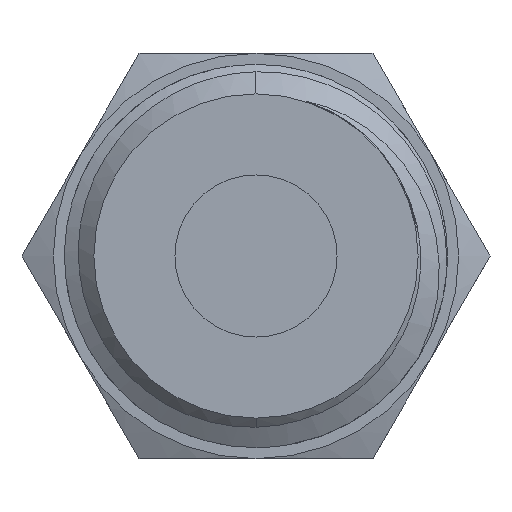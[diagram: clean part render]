
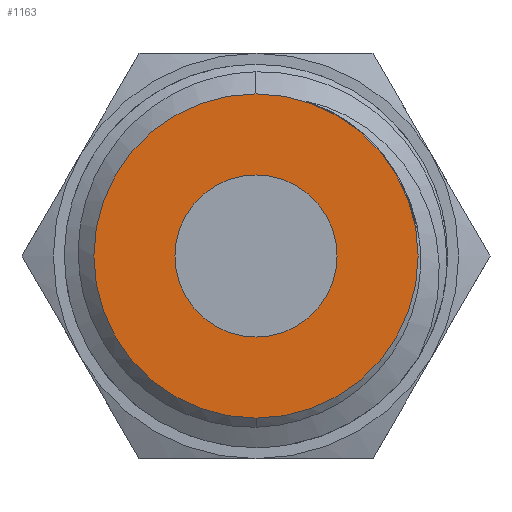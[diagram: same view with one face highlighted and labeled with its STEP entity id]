
A CAD part, front view. The second image highlights one B-rep face of the part: STEP entity #1163.
In plain terms, the highlighted planar face has unit normal (0, -1, 0).
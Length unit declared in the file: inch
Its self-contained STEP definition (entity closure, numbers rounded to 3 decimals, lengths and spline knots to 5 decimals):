
#5 = AXIS2_PLACEMENT_3D ( 'NONE', #1224, #2580, #1434 ) ;
#40 = DIRECTION ( 'NONE',  ( 0., 0., -1. ) ) ;
#50 = DIRECTION ( 'NONE',  ( 0., -1., 0. ) ) ;
#57 = CARTESIAN_POINT ( 'NONE',  ( 0., -0.32, 0. ) ) ;
#93 = EDGE_CURVE ( 'NONE', #136, #611, #2210, .T. ) ;
#136 = VERTEX_POINT ( 'NONE', #281 ) ;
#176 = DIRECTION ( 'NONE',  ( 0., 0., -1. ) ) ;
#184 = DIRECTION ( 'NONE',  ( 0., -1., 0. ) ) ;
#189 = DIRECTION ( 'NONE',  ( 0., -1., 0. ) ) ;
#191 = CARTESIAN_POINT ( 'NONE',  ( 0., -0.32, 0. ) ) ;
#211 = ORIENTED_EDGE ( 'NONE', *, *, #2249, .T. ) ;
#233 = EDGE_LOOP ( 'NONE', ( #1616, #2074 ) ) ;
#275 = FACE_OUTER_BOUND ( 'NONE', #471, .T. ) ;
#281 = CARTESIAN_POINT ( 'NONE',  ( 0., -0.32, -0.22 ) ) ;
#329 = CIRCLE ( 'NONE', #2340, 0.22 ) ;
#471 = EDGE_LOOP ( 'NONE', ( #211, #1913 ) ) ;
#485 = VERTEX_POINT ( 'NONE', #1917 ) ;
#581 = CARTESIAN_POINT ( 'NONE',  ( 0., -0.32, 0.22 ) ) ;
#590 = AXIS2_PLACEMENT_3D ( 'NONE', #191, #184, #176 ) ;
#611 = VERTEX_POINT ( 'NONE', #581 ) ;
#674 = DIRECTION ( 'NONE',  ( 0., 0., -1. ) ) ;
#682 = DIRECTION ( 'NONE',  ( 0., -1., 0. ) ) ;
#735 = FACE_BOUND ( 'NONE', #233, .T. ) ;
#782 = EDGE_CURVE ( 'NONE', #2143, #485, #1061, .T. ) ;
#791 = PLANE ( 'NONE',  #1848 ) ;
#980 = CARTESIAN_POINT ( 'NONE',  ( 0., -0.32, 0. ) ) ;
#1061 = CIRCLE ( 'NONE', #1770, 0.11 ) ;
#1163 = ADVANCED_FACE ( 'NONE', ( #735, #275 ), #791, .T. ) ;
#1224 = CARTESIAN_POINT ( 'NONE',  ( 0., -0.32, 0. ) ) ;
#1286 = CIRCLE ( 'NONE', #5, 0.11 ) ;
#1416 = CARTESIAN_POINT ( 'NONE',  ( 0., -0.32, 0. ) ) ;
#1434 = DIRECTION ( 'NONE',  ( 0., 0., -1. ) ) ;
#1616 = ORIENTED_EDGE ( 'NONE', *, *, #782, .F. ) ;
#1622 = DIRECTION ( 'NONE',  ( 0., 0., -1. ) ) ;
#1770 = AXIS2_PLACEMENT_3D ( 'NONE', #57, #50, #40 ) ;
#1848 = AXIS2_PLACEMENT_3D ( 'NONE', #980, #682, #674 ) ;
#1913 = ORIENTED_EDGE ( 'NONE', *, *, #93, .T. ) ;
#1917 = CARTESIAN_POINT ( 'NONE',  ( 0., -0.32, 0.11 ) ) ;
#2074 = ORIENTED_EDGE ( 'NONE', *, *, #2317, .F. ) ;
#2143 = VERTEX_POINT ( 'NONE', #2345 ) ;
#2210 = CIRCLE ( 'NONE', #590, 0.22 ) ;
#2249 = EDGE_CURVE ( 'NONE', #611, #136, #329, .T. ) ;
#2317 = EDGE_CURVE ( 'NONE', #485, #2143, #1286, .T. ) ;
#2340 = AXIS2_PLACEMENT_3D ( 'NONE', #1416, #189, #1622 ) ;
#2345 = CARTESIAN_POINT ( 'NONE',  ( 0., -0.32, -0.11 ) ) ;
#2580 = DIRECTION ( 'NONE',  ( 0., -1., 0. ) ) ;
